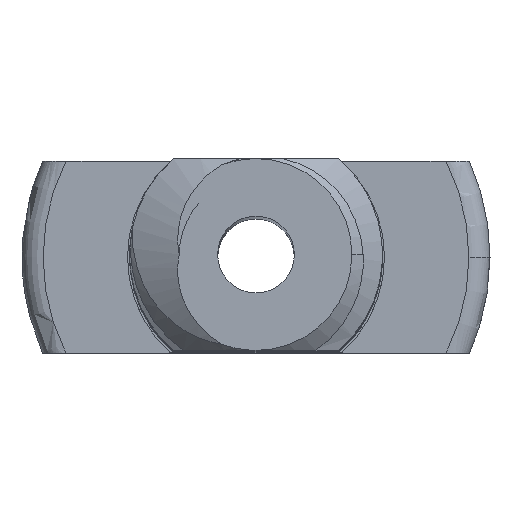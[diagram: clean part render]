
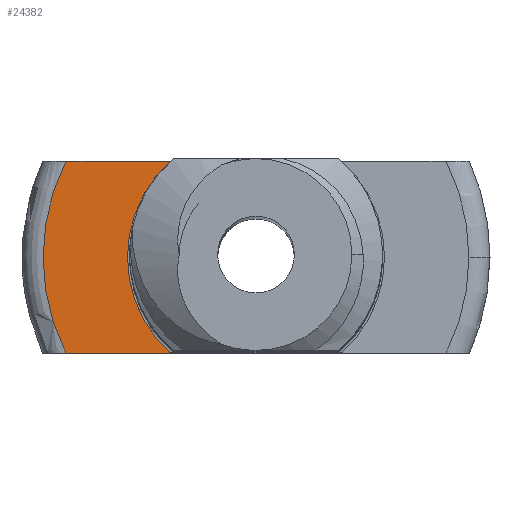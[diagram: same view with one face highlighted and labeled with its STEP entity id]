
A CAD part, top view. The second image highlights one B-rep face of the part: STEP entity #24382.
In plain terms, the highlighted planar face has unit normal (0, 0, 1).
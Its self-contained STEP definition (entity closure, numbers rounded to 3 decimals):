
#5671 = PLANE('',#5672);
#5672 = AXIS2_PLACEMENT_3D('',#5673,#5674,#5675);
#5673 = CARTESIAN_POINT('',(12.5,-2.5,54.301));
#5674 = DIRECTION('',(0.,1.,0.));
#5675 = DIRECTION('',(-1.,0.,0.));
#6460 = PLANE('',#6461);
#6461 = AXIS2_PLACEMENT_3D('',#6462,#6463,#6464);
#6462 = CARTESIAN_POINT('',(-12.5,2.5,54.301));
#6463 = DIRECTION('',(0.,-1.,0.));
#6464 = DIRECTION('',(1.,0.,0.));
#8884 = VERTEX_POINT('',#8885);
#8885 = CARTESIAN_POINT('',(-4.955,-2.5,0.));
#8937 = TOROIDAL_SURFACE('',#8938,5.55,0.55);
#8938 = AXIS2_PLACEMENT_3D('',#8939,#8940,#8941);
#8939 = CARTESIAN_POINT('',(0.,0.,-0.55)
  );
#8940 = DIRECTION('',(0.,0.,1.));
#8941 = DIRECTION('',(1.,0.,0.));
#8968 = EDGE_CURVE('',#8969,#8884,#8971,.T.);
#8969 = VERTEX_POINT('',#8970);
#8970 = CARTESIAN_POINT('',(-2.23,-2.5,0.));
#8971 = SURFACE_CURVE('',#8972,(#8976,#8983),.PCURVE_S1.);
#8972 = LINE('',#8973,#8974);
#8973 = CARTESIAN_POINT('',(6.25,-2.5,0.));
#8974 = VECTOR('',#8975,1.);
#8975 = DIRECTION('',(-1.,0.,0.));
#8976 = PCURVE('',#5671,#8977);
#8977 = DEFINITIONAL_REPRESENTATION('',(#8978),#8982);
#8978 = LINE('',#8979,#8980);
#8979 = CARTESIAN_POINT('',(6.25,-54.301));
#8980 = VECTOR('',#8981,1.);
#8981 = DIRECTION('',(1.,0.));
#8982 = ( GEOMETRIC_REPRESENTATION_CONTEXT(2) 
PARAMETRIC_REPRESENTATION_CONTEXT() REPRESENTATION_CONTEXT('2D SPACE',''
  ) );
#8983 = PCURVE('',#8984,#8989);
#8984 = PLANE('',#8985);
#8985 = AXIS2_PLACEMENT_3D('',#8986,#8987,#8988);
#8986 = CARTESIAN_POINT('',(0.,0.,
    0.));
#8987 = DIRECTION('',(0.,0.,-1.));
#8988 = DIRECTION('',(1.,0.,0.));
#8989 = DEFINITIONAL_REPRESENTATION('',(#8990),#8994);
#8990 = LINE('',#8991,#8992);
#8991 = CARTESIAN_POINT('',(6.25,2.5));
#8992 = VECTOR('',#8993,1.);
#8993 = DIRECTION('',(-1.,0.));
#8994 = ( GEOMETRIC_REPRESENTATION_CONTEXT(2) 
PARAMETRIC_REPRESENTATION_CONTEXT() REPRESENTATION_CONTEXT('2D SPACE',''
  ) );
#9010 = CYLINDRICAL_SURFACE('',#9011,3.35);
#9011 = AXIS2_PLACEMENT_3D('',#9012,#9013,#9014);
#9012 = CARTESIAN_POINT('',(0.,0.,1.8)
  );
#9013 = DIRECTION('',(0.,0.,-1.));
#9014 = DIRECTION('',(1.,0.,0.));
#22157 = VERTEX_POINT('',#22158);
#22158 = CARTESIAN_POINT('',(-2.23,2.5,0.));
#22179 = EDGE_CURVE('',#22180,#22157,#22182,.T.);
#22180 = VERTEX_POINT('',#22181);
#22181 = CARTESIAN_POINT('',(-4.955,2.5,0.));
#22182 = SURFACE_CURVE('',#22183,(#22187,#22194),.PCURVE_S1.);
#22183 = LINE('',#22184,#22185);
#22184 = CARTESIAN_POINT('',(-6.25,2.5,0.));
#22185 = VECTOR('',#22186,1.);
#22186 = DIRECTION('',(1.,0.,0.));
#22187 = PCURVE('',#6460,#22188);
#22188 = DEFINITIONAL_REPRESENTATION('',(#22189),#22193);
#22189 = LINE('',#22190,#22191);
#22190 = CARTESIAN_POINT('',(6.25,-54.301));
#22191 = VECTOR('',#22192,1.);
#22192 = DIRECTION('',(1.,0.));
#22193 = ( GEOMETRIC_REPRESENTATION_CONTEXT(2) 
PARAMETRIC_REPRESENTATION_CONTEXT() REPRESENTATION_CONTEXT('2D SPACE',''
  ) );
#22194 = PCURVE('',#8984,#22195);
#22195 = DEFINITIONAL_REPRESENTATION('',(#22196),#22200);
#22196 = LINE('',#22197,#22198);
#22197 = CARTESIAN_POINT('',(-6.25,-2.5));
#22198 = VECTOR('',#22199,1.);
#22199 = DIRECTION('',(1.,0.));
#22200 = ( GEOMETRIC_REPRESENTATION_CONTEXT(2) 
PARAMETRIC_REPRESENTATION_CONTEXT() REPRESENTATION_CONTEXT('2D SPACE',''
  ) );
#23914 = EDGE_CURVE('',#8969,#22157,#23915,.T.);
#23915 = SURFACE_CURVE('',#23916,(#23921,#23928),.PCURVE_S1.);
#23916 = CIRCLE('',#23917,3.35);
#23917 = AXIS2_PLACEMENT_3D('',#23918,#23919,#23920);
#23918 = CARTESIAN_POINT('',(0.,0.,
    0.));
#23919 = DIRECTION('',(0.,0.,-1.));
#23920 = DIRECTION('',(1.,0.,0.));
#23921 = PCURVE('',#9010,#23922);
#23922 = DEFINITIONAL_REPRESENTATION('',(#23923),#23927);
#23923 = LINE('',#23924,#23925);
#23924 = CARTESIAN_POINT('',(0.,1.8));
#23925 = VECTOR('',#23926,1.);
#23926 = DIRECTION('',(1.,0.));
#23927 = ( GEOMETRIC_REPRESENTATION_CONTEXT(2) 
PARAMETRIC_REPRESENTATION_CONTEXT() REPRESENTATION_CONTEXT('2D SPACE',''
  ) );
#23928 = PCURVE('',#8984,#23929);
#23929 = DEFINITIONAL_REPRESENTATION('',(#23930),#23934);
#23930 = CIRCLE('',#23931,3.35);
#23931 = AXIS2_PLACEMENT_2D('',#23932,#23933);
#23932 = CARTESIAN_POINT('',(0.,0.));
#23933 = DIRECTION('',(1.,0.));
#23934 = ( GEOMETRIC_REPRESENTATION_CONTEXT(2) 
PARAMETRIC_REPRESENTATION_CONTEXT() REPRESENTATION_CONTEXT('2D SPACE',''
  ) );
#24382 = ADVANCED_FACE('',(#24383),#8984,.F.);
#24383 = FACE_BOUND('',#24384,.T.);
#24384 = EDGE_LOOP('',(#24385,#24386,#24387,#24388));
#24385 = ORIENTED_EDGE('',*,*,#8968,.F.);
#24386 = ORIENTED_EDGE('',*,*,#23914,.T.);
#24387 = ORIENTED_EDGE('',*,*,#22179,.F.);
#24388 = ORIENTED_EDGE('',*,*,#24389,.F.);
#24389 = EDGE_CURVE('',#8884,#22180,#24390,.T.);
#24390 = SURFACE_CURVE('',#24391,(#24396,#24403),.PCURVE_S1.);
#24391 = CIRCLE('',#24392,5.55);
#24392 = AXIS2_PLACEMENT_3D('',#24393,#24394,#24395);
#24393 = CARTESIAN_POINT('',(0.,0.,
    0.));
#24394 = DIRECTION('',(0.,0.,-1.));
#24395 = DIRECTION('',(1.,0.,0.));
#24396 = PCURVE('',#8984,#24397);
#24397 = DEFINITIONAL_REPRESENTATION('',(#24398),#24402);
#24398 = CIRCLE('',#24399,5.55);
#24399 = AXIS2_PLACEMENT_2D('',#24400,#24401);
#24400 = CARTESIAN_POINT('',(0.,0.));
#24401 = DIRECTION('',(1.,0.));
#24402 = ( GEOMETRIC_REPRESENTATION_CONTEXT(2) 
PARAMETRIC_REPRESENTATION_CONTEXT() REPRESENTATION_CONTEXT('2D SPACE',''
  ) );
#24403 = PCURVE('',#8937,#24404);
#24404 = DEFINITIONAL_REPRESENTATION('',(#24405),#24409);
#24405 = LINE('',#24406,#24407);
#24406 = CARTESIAN_POINT('',(0.,7.854));
#24407 = VECTOR('',#24408,1.);
#24408 = DIRECTION('',(-1.,0.));
#24409 = ( GEOMETRIC_REPRESENTATION_CONTEXT(2) 
PARAMETRIC_REPRESENTATION_CONTEXT() REPRESENTATION_CONTEXT('2D SPACE',''
  ) );
